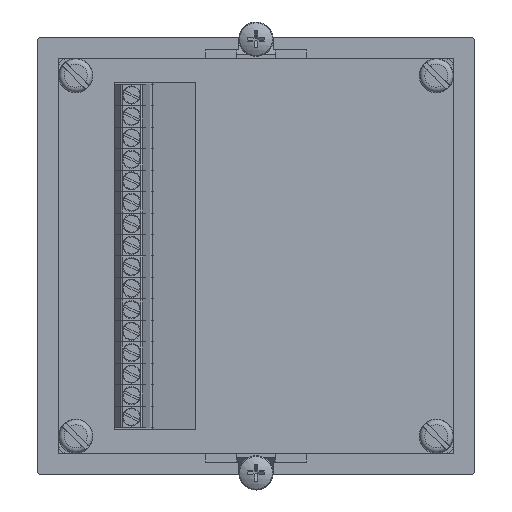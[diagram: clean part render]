
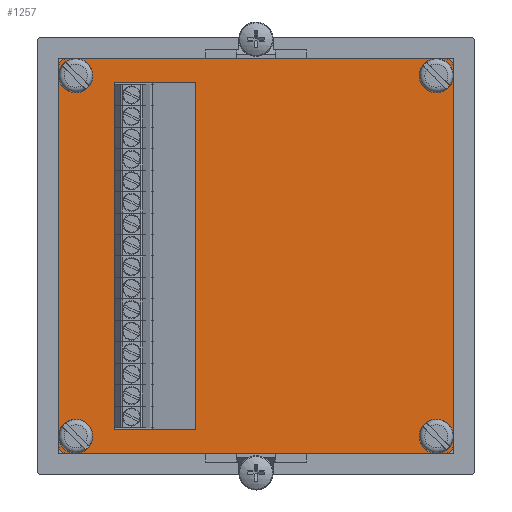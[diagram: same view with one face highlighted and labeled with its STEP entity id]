
A CAD part, left-side view. The second image highlights one B-rep face of the part: STEP entity #1257.
In plain terms, the highlighted face is planar.
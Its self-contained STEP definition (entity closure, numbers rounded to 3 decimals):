
#541 = CARTESIAN_POINT ( 'NONE',  ( 86.5, 79., 0. ) ) ;
#658 = CARTESIAN_POINT ( 'NONE',  ( 1.75, 4., 0. ) ) ;
#687 = DIRECTION ( 'NONE',  ( -1., 0., 0. ) ) ;
#811 = VERTEX_POINT ( 'NONE', #541 ) ;
#830 = VERTEX_POINT ( 'NONE', #30022 ) ;
#946 = CARTESIAN_POINT ( 'NONE',  ( 86.5, 60., 0. ) ) ;
#1257 = ADVANCED_FACE ( 'NONE', ( #30759, #27472, #42666, #51289, #7737, #48635 ), #34543, .T. ) ;
#1389 = AXIS2_PLACEMENT_3D ( 'NONE', #9304, #18147, #38726 ) ;
#1543 = DIRECTION ( 'NONE',  ( 0., 0., -1. ) ) ;
#2211 = VERTEX_POINT ( 'NONE', #53558 ) ;
#2376 = VECTOR ( 'NONE', #35238, 1000. ) ;
#3004 = DIRECTION ( 'NONE',  ( 1., 0., 0. ) ) ;
#3044 = LINE ( 'NONE', #39562, #9018 ) ;
#3130 = ORIENTED_EDGE ( 'NONE', *, *, #17446, .F. ) ;
#3390 = CARTESIAN_POINT ( 'NONE',  ( 86.5, 60., 0. ) ) ;
#3578 = DIRECTION ( 'NONE',  ( -1., 0., 0. ) ) ;
#3993 = DIRECTION ( 'NONE',  ( 0., 0., -1. ) ) ;
#4053 = CARTESIAN_POINT ( 'NONE',  ( 2., 92., 0. ) ) ;
#4200 = CIRCLE ( 'NONE', #30938, 2.25 ) ;
#5158 = DIRECTION ( 'NONE',  ( 1., 0., 0. ) ) ;
#5429 = EDGE_CURVE ( 'NONE', #7701, #42302, #33826, .T. ) ;
#6190 = AXIS2_PLACEMENT_3D ( 'NONE', #14526, #1543, #18926 ) ;
#6792 = VERTEX_POINT ( 'NONE', #9202 ) ;
#7701 = VERTEX_POINT ( 'NONE', #26700 ) ;
#7737 = FACE_BOUND ( 'NONE', #19315, .T. ) ;
#8892 = ORIENTED_EDGE ( 'NONE', *, *, #33130, .F. ) ;
#9018 = VECTOR ( 'NONE', #52687, 1000. ) ;
#9202 = CARTESIAN_POINT ( 'NONE',  ( 85.75, 88., 0. ) ) ;
#9304 = CARTESIAN_POINT ( 'NONE',  ( 90., 90., 0. ) ) ;
#10476 = EDGE_CURVE ( 'NONE', #830, #830, #34171, .T. ) ;
#11625 = DIRECTION ( 'NONE',  ( 0., 1., 0. ) ) ;
#12095 = EDGE_CURVE ( 'NONE', #2211, #42717, #22572, .T. ) ;
#12297 = DIRECTION ( 'NONE',  ( -1., 0., 0. ) ) ;
#12349 = ORIENTED_EDGE ( 'NONE', *, *, #40169, .F. ) ;
#12582 = EDGE_CURVE ( 'NONE', #47945, #51120, #32338, .T. ) ;
#13582 = DIRECTION ( 'NONE',  ( 0., 0., -1. ) ) ;
#13588 = ORIENTED_EDGE ( 'NONE', *, *, #24886, .T. ) ;
#13925 = DIRECTION ( 'NONE',  ( 0., 0., -1. ) ) ;
#14526 = CARTESIAN_POINT ( 'NONE',  ( 2., 2., 0. ) ) ;
#14821 = CARTESIAN_POINT ( 'NONE',  ( 86.5, 79., 0. ) ) ;
#14953 = CIRCLE ( 'NONE', #18965, 2.25 ) ;
#14976 = EDGE_LOOP ( 'NONE', ( #26318, #44975, #52863, #34889, #47818, #43022, #52416, #36040 ) ) ;
#16655 = EDGE_CURVE ( 'NONE', #21764, #42302, #24679, .T. ) ;
#16777 = EDGE_CURVE ( 'NONE', #28116, #46023, #43732, .T. ) ;
#17205 = AXIS2_PLACEMENT_3D ( 'NONE', #20353, #20544, #54465 ) ;
#17446 = EDGE_CURVE ( 'NONE', #46023, #811, #43577, .T. ) ;
#17499 = VECTOR ( 'NONE', #3004, 1000. ) ;
#17698 = AXIS2_PLACEMENT_3D ( 'NONE', #25436, #25800, #687 ) ;
#18054 = VERTEX_POINT ( 'NONE', #658 ) ;
#18147 = DIRECTION ( 'NONE',  ( 0., 0., -1. ) ) ;
#18191 = CIRCLE ( 'NONE', #38000, 2. ) ;
#18919 = EDGE_LOOP ( 'NONE', ( #54248 ) ) ;
#18926 = DIRECTION ( 'NONE',  ( -1., 0., 0. ) ) ;
#18965 = AXIS2_PLACEMENT_3D ( 'NONE', #31260, #48814, #48634 ) ;
#19315 = EDGE_LOOP ( 'NONE', ( #38273, #13588, #36786, #3130 ) ) ;
#20353 = CARTESIAN_POINT ( 'NONE',  ( 88., 4., 0. ) ) ;
#20542 = VERTEX_POINT ( 'NONE', #946 ) ;
#20544 = DIRECTION ( 'NONE',  ( 0., 0., -1. ) ) ;
#20737 = DIRECTION ( 'NONE',  ( 0., 0., -1. ) ) ;
#21205 = VECTOR ( 'NONE', #5158, 1000. ) ;
#21764 = VERTEX_POINT ( 'NONE', #39268 ) ;
#22050 = DIRECTION ( 'NONE',  ( -1., 0., 0. ) ) ;
#22557 = CARTESIAN_POINT ( 'NONE',  ( 92., 90., 0. ) ) ;
#22572 = CIRCLE ( 'NONE', #1389, 2. ) ;
#23228 = VERTEX_POINT ( 'NONE', #23434 ) ;
#23434 = CARTESIAN_POINT ( 'NONE',  ( 85.75, 4., 0. ) ) ;
#23984 = VECTOR ( 'NONE', #11625, 1000. ) ;
#24679 = LINE ( 'NONE', #31473, #26669 ) ;
#24886 = EDGE_CURVE ( 'NONE', #28116, #20542, #49104, .T. ) ;
#25436 = CARTESIAN_POINT ( 'NONE',  ( 90., 2., 0. ) ) ;
#25800 = DIRECTION ( 'NONE',  ( 0., 0., -1. ) ) ;
#25933 = CARTESIAN_POINT ( 'NONE',  ( 0., 92., 0. ) ) ;
#26318 = ORIENTED_EDGE ( 'NONE', *, *, #40193, .F. ) ;
#26669 = VECTOR ( 'NONE', #52204, 1000. ) ;
#26700 = CARTESIAN_POINT ( 'NONE',  ( 2., 0., 0. ) ) ;
#27401 = VERTEX_POINT ( 'NONE', #4053 ) ;
#27472 = FACE_BOUND ( 'NONE', #35401, .T. ) ;
#28116 = VERTEX_POINT ( 'NONE', #47490 ) ;
#28534 = AXIS2_PLACEMENT_3D ( 'NONE', #41583, #3993, #12297 ) ;
#29324 = CARTESIAN_POINT ( 'NONE',  ( 90., 0., 0. ) ) ;
#30022 = CARTESIAN_POINT ( 'NONE',  ( 1.75, 88., 0. ) ) ;
#30636 = VECTOR ( 'NONE', #35916, 1000. ) ;
#30759 = FACE_BOUND ( 'NONE', #41649, .T. ) ;
#30938 = AXIS2_PLACEMENT_3D ( 'NONE', #42069, #20737, #3578 ) ;
#31260 = CARTESIAN_POINT ( 'NONE',  ( 4., 4., 0. ) ) ;
#31473 = CARTESIAN_POINT ( 'NONE',  ( 0., 0., 0. ) ) ;
#31596 = CARTESIAN_POINT ( 'NONE',  ( 5.5, 79., 0. ) ) ;
#32338 = CIRCLE ( 'NONE', #17698, 2. ) ;
#32455 = EDGE_CURVE ( 'NONE', #811, #20542, #37320, .T. ) ;
#33130 = EDGE_CURVE ( 'NONE', #6792, #6792, #4200, .T. ) ;
#33826 = CIRCLE ( 'NONE', #6190, 2. ) ;
#34171 = CIRCLE ( 'NONE', #28534, 2.25 ) ;
#34334 = EDGE_CURVE ( 'NONE', #2211, #27401, #44822, .T. ) ;
#34543 = PLANE ( 'NONE',  #47173 ) ;
#34889 = ORIENTED_EDGE ( 'NONE', *, *, #5429, .T. ) ;
#35238 = DIRECTION ( 'NONE',  ( 0., -1., 0. ) ) ;
#35401 = EDGE_LOOP ( 'NONE', ( #12349 ) ) ;
#35557 = CARTESIAN_POINT ( 'NONE',  ( 0., 0., 0. ) ) ;
#35916 = DIRECTION ( 'NONE',  ( 1., 0., 0. ) ) ;
#36040 = ORIENTED_EDGE ( 'NONE', *, *, #12095, .T. ) ;
#36305 = ORIENTED_EDGE ( 'NONE', *, *, #45832, .F. ) ;
#36524 = LINE ( 'NONE', #35557, #30636 ) ;
#36786 = ORIENTED_EDGE ( 'NONE', *, *, #32455, .F. ) ;
#37320 = LINE ( 'NONE', #14821, #2376 ) ;
#38000 = AXIS2_PLACEMENT_3D ( 'NONE', #39091, #13925, #42978 ) ;
#38273 = ORIENTED_EDGE ( 'NONE', *, *, #16777, .F. ) ;
#38687 = CARTESIAN_POINT ( 'NONE',  ( 86.5, 79., 0. ) ) ;
#38726 = DIRECTION ( 'NONE',  ( -1., 0., 0. ) ) ;
#38735 = CARTESIAN_POINT ( 'NONE',  ( 0., 92., 0. ) ) ;
#39091 = CARTESIAN_POINT ( 'NONE',  ( 2., 90., 0. ) ) ;
#39268 = CARTESIAN_POINT ( 'NONE',  ( 0., 90., 0. ) ) ;
#39562 = CARTESIAN_POINT ( 'NONE',  ( 92., 0., 0. ) ) ;
#40169 = EDGE_CURVE ( 'NONE', #18054, #18054, #14953, .T. ) ;
#40193 = EDGE_CURVE ( 'NONE', #47945, #42717, #3044, .T. ) ;
#40850 = CARTESIAN_POINT ( 'NONE',  ( 0., 2., 0. ) ) ;
#41413 = CIRCLE ( 'NONE', #17205, 2.25 ) ;
#41583 = CARTESIAN_POINT ( 'NONE',  ( 4., 88., 0. ) ) ;
#41649 = EDGE_LOOP ( 'NONE', ( #36305 ) ) ;
#42069 = CARTESIAN_POINT ( 'NONE',  ( 88., 88., 0. ) ) ;
#42302 = VERTEX_POINT ( 'NONE', #40850 ) ;
#42666 = FACE_BOUND ( 'NONE', #18919, .T. ) ;
#42717 = VERTEX_POINT ( 'NONE', #22557 ) ;
#42978 = DIRECTION ( 'NONE',  ( -1., 0., 0. ) ) ;
#43022 = ORIENTED_EDGE ( 'NONE', *, *, #53390, .T. ) ;
#43577 = LINE ( 'NONE', #38687, #21205 ) ;
#43732 = LINE ( 'NONE', #44729, #23984 ) ;
#44729 = CARTESIAN_POINT ( 'NONE',  ( 5.5, 79., 0. ) ) ;
#44822 = LINE ( 'NONE', #25933, #54117 ) ;
#44975 = ORIENTED_EDGE ( 'NONE', *, *, #12582, .T. ) ;
#45832 = EDGE_CURVE ( 'NONE', #23228, #23228, #41413, .T. ) ;
#46023 = VERTEX_POINT ( 'NONE', #31596 ) ;
#47173 = AXIS2_PLACEMENT_3D ( 'NONE', #38735, #13582, #51541 ) ;
#47490 = CARTESIAN_POINT ( 'NONE',  ( 5.5, 60., 0. ) ) ;
#47818 = ORIENTED_EDGE ( 'NONE', *, *, #16655, .F. ) ;
#47945 = VERTEX_POINT ( 'NONE', #50026 ) ;
#48634 = DIRECTION ( 'NONE',  ( -1., 0., 0. ) ) ;
#48635 = FACE_OUTER_BOUND ( 'NONE', #14976, .T. ) ;
#48814 = DIRECTION ( 'NONE',  ( 0., 0., -1. ) ) ;
#49104 = LINE ( 'NONE', #3390, #17499 ) ;
#50026 = CARTESIAN_POINT ( 'NONE',  ( 92., 2., 0. ) ) ;
#51120 = VERTEX_POINT ( 'NONE', #29324 ) ;
#51289 = FACE_BOUND ( 'NONE', #51538, .T. ) ;
#51470 = EDGE_CURVE ( 'NONE', #7701, #51120, #36524, .T. ) ;
#51538 = EDGE_LOOP ( 'NONE', ( #8892 ) ) ;
#51541 = DIRECTION ( 'NONE',  ( -1., 0., 0. ) ) ;
#52204 = DIRECTION ( 'NONE',  ( 0., -1., 0. ) ) ;
#52416 = ORIENTED_EDGE ( 'NONE', *, *, #34334, .F. ) ;
#52687 = DIRECTION ( 'NONE',  ( 0., 1., 0. ) ) ;
#52863 = ORIENTED_EDGE ( 'NONE', *, *, #51470, .F. ) ;
#53390 = EDGE_CURVE ( 'NONE', #21764, #27401, #18191, .T. ) ;
#53558 = CARTESIAN_POINT ( 'NONE',  ( 90., 92., 0. ) ) ;
#54117 = VECTOR ( 'NONE', #22050, 1000. ) ;
#54248 = ORIENTED_EDGE ( 'NONE', *, *, #10476, .F. ) ;
#54465 = DIRECTION ( 'NONE',  ( -1., 0., 0. ) ) ;
